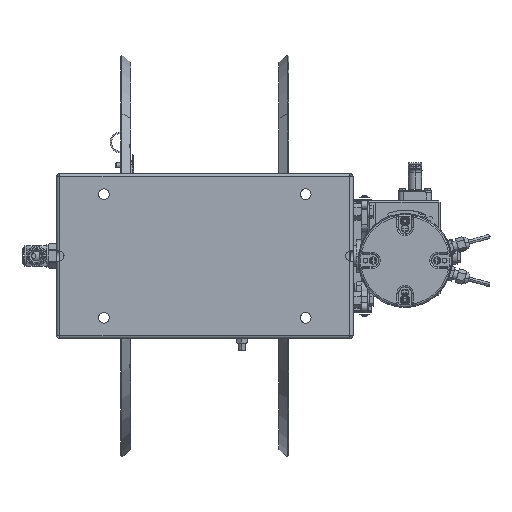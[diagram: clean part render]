
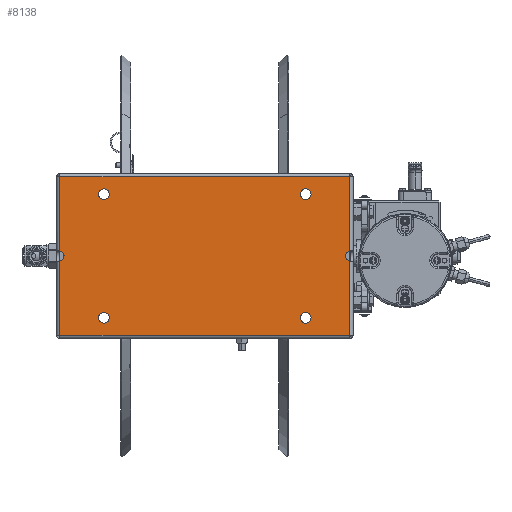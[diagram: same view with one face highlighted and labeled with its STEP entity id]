
A CAD part, front view. The second image highlights one B-rep face of the part: STEP entity #8138.
In plain terms, the highlighted planar face has unit normal (0, -1, 0).
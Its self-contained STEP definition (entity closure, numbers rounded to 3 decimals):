
#5904=DIRECTION('',(0.,0.,1.));
#5905=VECTOR('',#5904,90.067);
#5906=CARTESIAN_POINT('',(176.,-293.3,6.332));
#5907=LINE('',#5906,#5905);
#5936=DIRECTION('',(0.,0.,1.));
#5937=VECTOR('',#5936,90.067);
#5938=CARTESIAN_POINT('',(176.,-293.3,-96.399));
#5939=LINE('',#5938,#5937);
#5980=CARTESIAN_POINT('',(177.469,-293.3,0.));
#5981=DIRECTION('',(0.,1.,0.));
#5982=DIRECTION('',(-0.226,0.,-0.974));
#5983=AXIS2_PLACEMENT_3D('',#5980,#5981,#5982);
#5985=CARTESIAN_POINT('',(-177.469,-293.3,0.));
#5986=DIRECTION('',(0.,1.,0.));
#5987=DIRECTION('',(0.226,0.,0.974));
#5988=AXIS2_PLACEMENT_3D('',#5985,#5986,#5987);
#5990=CARTESIAN_POINT('',(-122.5,-293.3,75.));
#5991=DIRECTION('',(0.,-1.,0.));
#5992=DIRECTION('',(-1.,0.,0.));
#5993=AXIS2_PLACEMENT_3D('',#5990,#5991,#5992);
#5995=CARTESIAN_POINT('',(-122.5,-293.3,75.));
#5996=DIRECTION('',(0.,-1.,0.));
#5997=DIRECTION('',(1.,0.,0.));
#5998=AXIS2_PLACEMENT_3D('',#5995,#5996,#5997);
#6000=CARTESIAN_POINT('',(122.5,-293.3,75.));
#6001=DIRECTION('',(0.,-1.,0.));
#6002=DIRECTION('',(-1.,0.,0.));
#6003=AXIS2_PLACEMENT_3D('',#6000,#6001,#6002);
#6005=CARTESIAN_POINT('',(122.5,-293.3,75.));
#6006=DIRECTION('',(0.,-1.,0.));
#6007=DIRECTION('',(1.,0.,0.));
#6008=AXIS2_PLACEMENT_3D('',#6005,#6006,#6007);
#6010=CARTESIAN_POINT('',(122.5,-293.3,-75.));
#6011=DIRECTION('',(0.,-1.,0.));
#6012=DIRECTION('',(-1.,0.,0.));
#6013=AXIS2_PLACEMENT_3D('',#6010,#6011,#6012);
#6015=CARTESIAN_POINT('',(122.5,-293.3,-75.));
#6016=DIRECTION('',(0.,-1.,0.));
#6017=DIRECTION('',(1.,0.,0.));
#6018=AXIS2_PLACEMENT_3D('',#6015,#6016,#6017);
#6020=CARTESIAN_POINT('',(-122.5,-293.3,-75.));
#6021=DIRECTION('',(0.,-1.,0.));
#6022=DIRECTION('',(-1.,0.,0.));
#6023=AXIS2_PLACEMENT_3D('',#6020,#6021,#6022);
#6025=CARTESIAN_POINT('',(-122.5,-293.3,-75.));
#6026=DIRECTION('',(0.,-1.,0.));
#6027=DIRECTION('',(1.,0.,0.));
#6028=AXIS2_PLACEMENT_3D('',#6025,#6026,#6027);
#6037=DIRECTION('',(-1.,0.,0.));
#6038=VECTOR('',#6037,352.);
#6039=CARTESIAN_POINT('',(176.,-293.3,-96.399));
#6040=LINE('',#6039,#6038);
#6197=DIRECTION('',(0.,0.,1.));
#6198=VECTOR('',#6197,90.067);
#6199=CARTESIAN_POINT('',(-176.,-293.3,6.332));
#6200=LINE('',#6199,#6198);
#6211=DIRECTION('',(0.,0.,1.));
#6212=VECTOR('',#6211,90.067);
#6213=CARTESIAN_POINT('',(-176.,-293.3,-96.399));
#6214=LINE('',#6213,#6212);
#6804=DIRECTION('',(-1.,0.,0.));
#6805=VECTOR('',#6804,352.);
#6806=CARTESIAN_POINT('',(176.,-293.3,96.399));
#6807=LINE('',#6806,#6805);
#7398=CARTESIAN_POINT('',(-176.,-293.3,96.399));
#7400=VERTEX_POINT('',#7398);
#7403=CARTESIAN_POINT('',(-176.,-293.3,-96.399));
#7405=VERTEX_POINT('',#7403);
#7410=CARTESIAN_POINT('',(176.,-293.3,96.399));
#7412=VERTEX_POINT('',#7410);
#7428=CARTESIAN_POINT('',(176.,-293.3,-96.399));
#7430=VERTEX_POINT('',#7428);
#7495=CARTESIAN_POINT('',(176.,-293.3,-6.332));
#7496=CARTESIAN_POINT('',(176.,-293.3,6.332));
#7497=VERTEX_POINT('',#7495);
#7498=VERTEX_POINT('',#7496);
#7499=CARTESIAN_POINT('',(-176.,-293.3,6.332));
#7500=CARTESIAN_POINT('',(-176.,-293.3,-6.332));
#7501=VERTEX_POINT('',#7499);
#7502=VERTEX_POINT('',#7500);
#7527=CARTESIAN_POINT('',(-129.,-293.3,75.));
#7528=CARTESIAN_POINT('',(-116.,-293.3,75.));
#7529=VERTEX_POINT('',#7527);
#7530=VERTEX_POINT('',#7528);
#7531=CARTESIAN_POINT('',(116.,-293.3,75.));
#7532=CARTESIAN_POINT('',(129.,-293.3,75.));
#7533=VERTEX_POINT('',#7531);
#7534=VERTEX_POINT('',#7532);
#7535=CARTESIAN_POINT('',(116.,-293.3,-75.));
#7536=CARTESIAN_POINT('',(129.,-293.3,-75.));
#7537=VERTEX_POINT('',#7535);
#7538=VERTEX_POINT('',#7536);
#7539=CARTESIAN_POINT('',(-129.,-293.3,-75.));
#7540=CARTESIAN_POINT('',(-116.,-293.3,-75.));
#7541=VERTEX_POINT('',#7539);
#7542=VERTEX_POINT('',#7540);
#8094=CARTESIAN_POINT('',(180.,-293.3,-101.));
#8095=DIRECTION('',(0.,-1.,0.));
#8096=DIRECTION('',(0.,0.,1.));
#8097=AXIS2_PLACEMENT_3D('',#8094,#8095,#8096);
#8098=PLANE('',#8097);
#8099=ORIENTED_EDGE('',*,*,#8072,.F.);
#8100=ORIENTED_EDGE('',*,*,#7948,.F.);
#8102=ORIENTED_EDGE('',*,*,#8101,.T.);
#8104=ORIENTED_EDGE('',*,*,#8103,.T.);
#8106=ORIENTED_EDGE('',*,*,#8105,.F.);
#8108=ORIENTED_EDGE('',*,*,#8107,.T.);
#8110=ORIENTED_EDGE('',*,*,#8109,.F.);
#8111=ORIENTED_EDGE('',*,*,#7919,.F.);
#8112=EDGE_LOOP('',(#8099,#8100,#8102,#8104,#8106,#8108,#8110,#8111));
#8113=FACE_OUTER_BOUND('',#8112,.F.);
#8115=ORIENTED_EDGE('',*,*,#8114,.T.);
#8117=ORIENTED_EDGE('',*,*,#8116,.T.);
#8118=EDGE_LOOP('',(#8115,#8117));
#8119=FACE_BOUND('',#8118,.F.);
#8121=ORIENTED_EDGE('',*,*,#8120,.T.);
#8123=ORIENTED_EDGE('',*,*,#8122,.T.);
#8124=EDGE_LOOP('',(#8121,#8123));
#8125=FACE_BOUND('',#8124,.F.);
#8127=ORIENTED_EDGE('',*,*,#8126,.T.);
#8129=ORIENTED_EDGE('',*,*,#8128,.T.);
#8130=EDGE_LOOP('',(#8127,#8129));
#8131=FACE_BOUND('',#8130,.F.);
#8133=ORIENTED_EDGE('',*,*,#8132,.T.);
#8135=ORIENTED_EDGE('',*,*,#8134,.T.);
#8136=EDGE_LOOP('',(#8133,#8135));
#8137=FACE_BOUND('',#8136,.F.);
#8138=ADVANCED_FACE('',(#8113,#8119,#8125,#8131,#8137),#8098,.T.);
#5984=CIRCLE('',#5983,6.5);
#5989=CIRCLE('',#5988,6.5);
#5994=CIRCLE('',#5993,6.5);
#5999=CIRCLE('',#5998,6.5);
#6004=CIRCLE('',#6003,6.5);
#6009=CIRCLE('',#6008,6.5);
#6014=CIRCLE('',#6013,6.5);
#6019=CIRCLE('',#6018,6.5);
#6024=CIRCLE('',#6023,6.5);
#6029=CIRCLE('',#6028,6.5);
#7919=EDGE_CURVE('',#7498,#7412,#5907,.T.);
#7948=EDGE_CURVE('',#7430,#7497,#5939,.T.);
#8072=EDGE_CURVE('',#7497,#7498,#5984,.T.);
#8101=EDGE_CURVE('',#7430,#7405,#6040,.T.);
#8103=EDGE_CURVE('',#7405,#7502,#6214,.T.);
#8105=EDGE_CURVE('',#7501,#7502,#5989,.T.);
#8107=EDGE_CURVE('',#7501,#7400,#6200,.T.);
#8109=EDGE_CURVE('',#7412,#7400,#6807,.T.);
#8114=EDGE_CURVE('',#7529,#7530,#5994,.T.);
#8116=EDGE_CURVE('',#7530,#7529,#5999,.T.);
#8120=EDGE_CURVE('',#7533,#7534,#6004,.T.);
#8122=EDGE_CURVE('',#7534,#7533,#6009,.T.);
#8126=EDGE_CURVE('',#7537,#7538,#6014,.T.);
#8128=EDGE_CURVE('',#7538,#7537,#6019,.T.);
#8132=EDGE_CURVE('',#7541,#7542,#6024,.T.);
#8134=EDGE_CURVE('',#7542,#7541,#6029,.T.);
